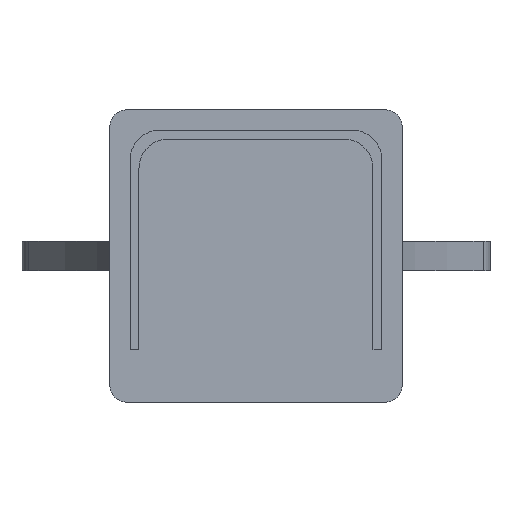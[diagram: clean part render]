
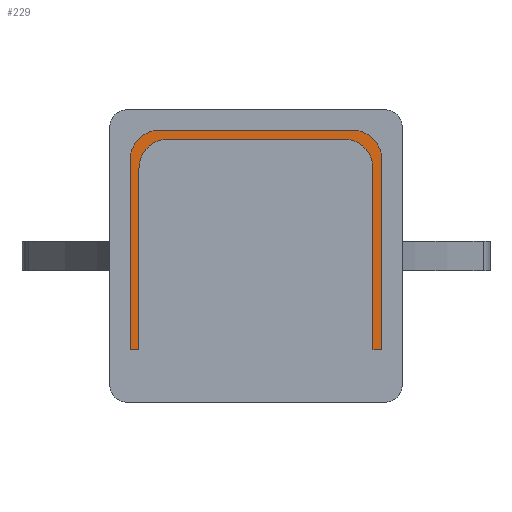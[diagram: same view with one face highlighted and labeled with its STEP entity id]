
A CAD part, front view. The second image highlights one B-rep face of the part: STEP entity #229.
In plain terms, the highlighted planar face has unit normal (0, -1, 0).
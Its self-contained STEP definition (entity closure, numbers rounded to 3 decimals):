
#3 = VERTEX_POINT ( 'NONE', #2899 ) ;
#28 = DIRECTION ( 'NONE',  ( 0., 0., 1. ) ) ;
#31 = CARTESIAN_POINT ( 'NONE',  ( 135.216, -193.352, -27. ) ) ;
#36 = VERTEX_POINT ( 'NONE', #2951 ) ;
#38 = EDGE_CURVE ( 'NONE', #3, #3079, #786, .T. ) ;
#66 = AXIS2_PLACEMENT_3D ( 'NONE', #2088, #899, #1850 ) ;
#78 = LINE ( 'NONE', #1270, #2382 ) ;
#108 = ORIENTED_EDGE ( 'NONE', *, *, #1224, .T. ) ;
#139 = DIRECTION ( 'NONE',  ( 0., -1., 0. ) ) ;
#142 = EDGE_CURVE ( 'NONE', #3079, #36, #2023, .T. ) ;
#160 = VECTOR ( 'NONE', #1743, 1000. ) ;
#229 = ADVANCED_FACE ( 'NONE', ( #1323 ), #1805, .F. ) ;
#249 = CIRCLE ( 'NONE', #1448, 10. ) ;
#270 = DIRECTION ( 'NONE',  ( 1., 0., 0. ) ) ;
#319 = CARTESIAN_POINT ( 'NONE',  ( 52.216, -193.352, 38. ) ) ;
#345 = CARTESIAN_POINT ( 'NONE',  ( 55.216, -193.352, 45. ) ) ;
#362 = CARTESIAN_POINT ( 'NONE',  ( 52.216, -193.352, 48. ) ) ;
#386 = DIRECTION ( 'NONE',  ( 0., 0., -1. ) ) ;
#428 = VERTEX_POINT ( 'NONE', #2799 ) ;
#457 = EDGE_CURVE ( 'NONE', #2047, #3, #3020, .T. ) ;
#486 = LINE ( 'NONE', #978, #2040 ) ;
#511 = VECTOR ( 'NONE', #2549, 1000. ) ;
#519 = ORIENTED_EDGE ( 'NONE', *, *, #2124, .T. ) ;
#525 = DIRECTION ( 'NONE',  ( 0., 0., 1. ) ) ;
#548 = DIRECTION ( 'NONE',  ( 1., 0., 0. ) ) ;
#595 = CARTESIAN_POINT ( 'NONE',  ( 138.216, -193.352, 38. ) ) ;
#644 = ORIENTED_EDGE ( 'NONE', *, *, #1556, .T. ) ;
#649 = DIRECTION ( 'NONE',  ( 0., 0., -1. ) ) ;
#667 = CARTESIAN_POINT ( 'NONE',  ( 125.216, -193.352, 35. ) ) ;
#691 = AXIS2_PLACEMENT_3D ( 'NONE', #1077, #139, #2753 ) ;
#710 = EDGE_CURVE ( 'NONE', #897, #428, #2290, .T. ) ;
#714 = ORIENTED_EDGE ( 'NONE', *, *, #142, .T. ) ;
#730 = CARTESIAN_POINT ( 'NONE',  ( 128.216, -193.352, 38. ) ) ;
#732 = CIRCLE ( 'NONE', #691, 10. ) ;
#755 = ORIENTED_EDGE ( 'NONE', *, *, #457, .T. ) ;
#760 = VERTEX_POINT ( 'NONE', #1002 ) ;
#786 = LINE ( 'NONE', #1971, #1319 ) ;
#897 = VERTEX_POINT ( 'NONE', #595 ) ;
#899 = DIRECTION ( 'NONE',  ( 0., 1., 0. ) ) ;
#965 = EDGE_CURVE ( 'NONE', #1784, #897, #1365, .T. ) ;
#978 = CARTESIAN_POINT ( 'NONE',  ( 95.216, -193.352, 45. ) ) ;
#995 = ORIENTED_EDGE ( 'NONE', *, *, #1782, .T. ) ;
#1002 = CARTESIAN_POINT ( 'NONE',  ( 62.216, -193.352, 48. ) ) ;
#1077 = CARTESIAN_POINT ( 'NONE',  ( 62.216, -193.352, 38. ) ) ;
#1088 = VECTOR ( 'NONE', #2086, 1000. ) ;
#1158 = EDGE_CURVE ( 'NONE', #2828, #1784, #78, .T. ) ;
#1161 = EDGE_LOOP ( 'NONE', ( #519, #1774, #755, #2632, #714, #2241, #644, #995, #108, #1912, #3053, #1175 ) ) ;
#1175 = ORIENTED_EDGE ( 'NONE', *, *, #710, .T. ) ;
#1213 = VECTOR ( 'NONE', #649, 1000. ) ;
#1224 = EDGE_CURVE ( 'NONE', #1873, #2828, #1315, .T. ) ;
#1270 = CARTESIAN_POINT ( 'NONE',  ( 135.216, -193.352, -27. ) ) ;
#1315 = LINE ( 'NONE', #2990, #2993 ) ;
#1319 = VECTOR ( 'NONE', #548, 1000. ) ;
#1323 = FACE_OUTER_BOUND ( 'NONE', #1161, .T. ) ;
#1365 = LINE ( 'NONE', #3045, #1088 ) ;
#1448 = AXIS2_PLACEMENT_3D ( 'NONE', #2890, #2625, #525 ) ;
#1550 = VERTEX_POINT ( 'NONE', #1976 ) ;
#1555 = CARTESIAN_POINT ( 'NONE',  ( 55.216, -193.352, -27. ) ) ;
#1556 = EDGE_CURVE ( 'NONE', #2817, #1550, #486, .T. ) ;
#1634 = EDGE_CURVE ( 'NONE', #760, #2047, #732, .T. ) ;
#1743 = DIRECTION ( 'NONE',  ( -1., 0., 0. ) ) ;
#1774 = ORIENTED_EDGE ( 'NONE', *, *, #1634, .T. ) ;
#1782 = EDGE_CURVE ( 'NONE', #1550, #1873, #1841, .T. ) ;
#1784 = VERTEX_POINT ( 'NONE', #2333 ) ;
#1805 = PLANE ( 'NONE',  #66 ) ;
#1830 = AXIS2_PLACEMENT_3D ( 'NONE', #730, #1967, #28 ) ;
#1841 = CIRCLE ( 'NONE', #1934, 10. ) ;
#1850 = DIRECTION ( 'NONE',  ( 0., 0., 1. ) ) ;
#1873 = VERTEX_POINT ( 'NONE', #2143 ) ;
#1912 = ORIENTED_EDGE ( 'NONE', *, *, #1158, .T. ) ;
#1934 = AXIS2_PLACEMENT_3D ( 'NONE', #667, #2829, #3067 ) ;
#1967 = DIRECTION ( 'NONE',  ( 0., -1., 0. ) ) ;
#1971 = CARTESIAN_POINT ( 'NONE',  ( 55.216, -193.352, -27. ) ) ;
#1976 = CARTESIAN_POINT ( 'NONE',  ( 125.216, -193.352, 45. ) ) ;
#2023 = LINE ( 'NONE', #345, #511 ) ;
#2040 = VECTOR ( 'NONE', #270, 1000. ) ;
#2047 = VERTEX_POINT ( 'NONE', #319 ) ;
#2086 = DIRECTION ( 'NONE',  ( 0., 0., 1. ) ) ;
#2088 = CARTESIAN_POINT ( 'NONE',  ( 0., -193.352, 0. ) ) ;
#2124 = EDGE_CURVE ( 'NONE', #428, #760, #2943, .T. ) ;
#2143 = CARTESIAN_POINT ( 'NONE',  ( 135.216, -193.352, 35. ) ) ;
#2199 = CARTESIAN_POINT ( 'NONE',  ( 95.216, -193.352, 48. ) ) ;
#2221 = DIRECTION ( 'NONE',  ( 1., 0., 0. ) ) ;
#2241 = ORIENTED_EDGE ( 'NONE', *, *, #2431, .T. ) ;
#2290 = CIRCLE ( 'NONE', #1830, 10. ) ;
#2333 = CARTESIAN_POINT ( 'NONE',  ( 138.216, -193.352, -27. ) ) ;
#2365 = CARTESIAN_POINT ( 'NONE',  ( 65.216, -193.352, 45. ) ) ;
#2382 = VECTOR ( 'NONE', #2221, 1000. ) ;
#2431 = EDGE_CURVE ( 'NONE', #36, #2817, #249, .T. ) ;
#2549 = DIRECTION ( 'NONE',  ( 0., 0., 1. ) ) ;
#2625 = DIRECTION ( 'NONE',  ( 0., 1., 0. ) ) ;
#2632 = ORIENTED_EDGE ( 'NONE', *, *, #38, .T. ) ;
#2753 = DIRECTION ( 'NONE',  ( 0., 0., 1. ) ) ;
#2799 = CARTESIAN_POINT ( 'NONE',  ( 128.216, -193.352, 48. ) ) ;
#2817 = VERTEX_POINT ( 'NONE', #2365 ) ;
#2828 = VERTEX_POINT ( 'NONE', #31 ) ;
#2829 = DIRECTION ( 'NONE',  ( 0., 1., 0. ) ) ;
#2890 = CARTESIAN_POINT ( 'NONE',  ( 65.216, -193.352, 35. ) ) ;
#2899 = CARTESIAN_POINT ( 'NONE',  ( 52.216, -193.352, -27. ) ) ;
#2943 = LINE ( 'NONE', #2199, #160 ) ;
#2951 = CARTESIAN_POINT ( 'NONE',  ( 55.216, -193.352, 35. ) ) ;
#2990 = CARTESIAN_POINT ( 'NONE',  ( 135.216, -193.352, 45. ) ) ;
#2993 = VECTOR ( 'NONE', #386, 1000. ) ;
#3020 = LINE ( 'NONE', #362, #1213 ) ;
#3045 = CARTESIAN_POINT ( 'NONE',  ( 138.216, -193.352, 48. ) ) ;
#3053 = ORIENTED_EDGE ( 'NONE', *, *, #965, .T. ) ;
#3067 = DIRECTION ( 'NONE',  ( 0., 0., 1. ) ) ;
#3079 = VERTEX_POINT ( 'NONE', #1555 ) ;
